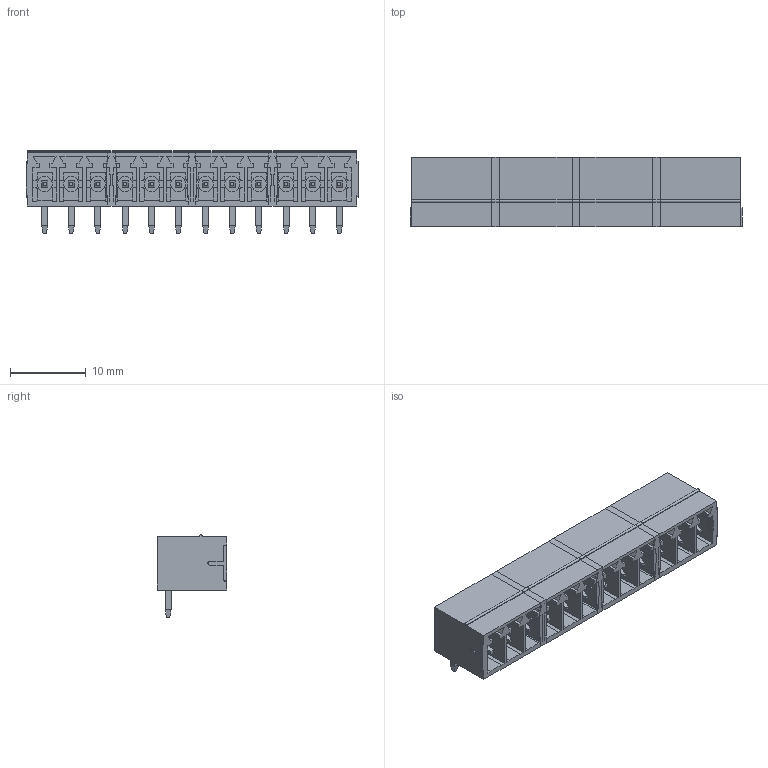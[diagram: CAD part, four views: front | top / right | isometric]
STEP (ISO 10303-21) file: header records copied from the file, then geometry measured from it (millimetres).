
FILE_DESCRIPTION(('FreeCAD Model'),'2;1');
FILE_NAME( 'OQ_12P_green.step', '2018-05-28T10:04:47',('kicad StepUp'),('ksu MCAD'), 'Open CASCADE STEP processor 7.2','FreeCAD','Unknown');
FILE_SCHEMA(('AUTOMOTIVE_DESIGN_CC2 { 1 2 10303 214 -1 1 5 4 }'));
Length unit declared in the file: millimetre
Products named in the file (1): OQ_12P_green
Bounding box: 43.7 x 9.2 x 10.9 mm (x, y, z)
Volume: 1382.6 mm3; surface area: 4130.6 mm2
Topology: 1 solids, 1 shells, 962 faces, 2580 edges, 1656 vertices
Faces by surface type: plane 835, cylinder 127
Full cylindrical faces by diameter (mm): 2 x12
Entity records: 36167 total; most frequent: CARTESIAN_POINT 5199, ORIENTED_EDGE 5160, DIRECTION 4778, EDGE_CURVE 2580, LINE 2308, VECTOR 2308, VERTEX_POINT 1656, AXIS2_PLACEMENT_3D 1235
